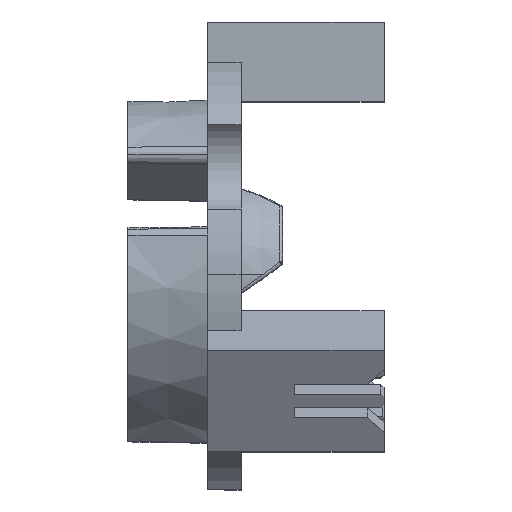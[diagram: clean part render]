
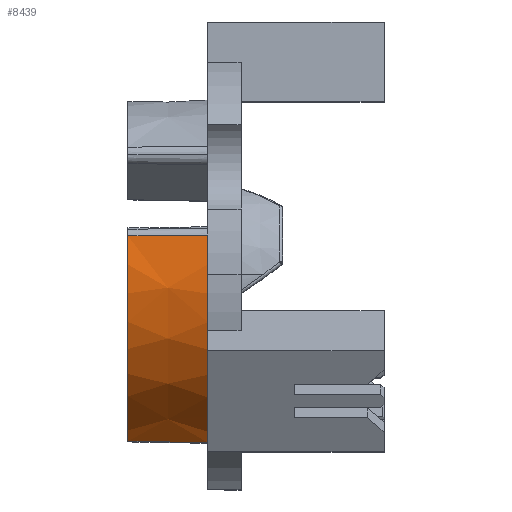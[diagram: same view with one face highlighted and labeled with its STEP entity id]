
A CAD part, top view. The second image highlights one B-rep face of the part: STEP entity #8439.
In plain terms, the highlighted conical face has half-angle 1 degrees and reference radius 10.55 mm.
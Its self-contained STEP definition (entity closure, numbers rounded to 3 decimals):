
#313 = CARTESIAN_POINT ( 'NONE',  ( -4.8, 0., 0. ) ) ;
#675 = EDGE_LOOP ( 'NONE', ( #3729, #762, #10558, #2828 ) ) ;
#733 = CARTESIAN_POINT ( 'NONE',  ( 0., 2.351, 10.285 ) ) ;
#756 = LINE ( 'NONE', #11410, #3192 ) ;
#762 = ORIENTED_EDGE ( 'NONE', *, *, #3313, .F. ) ;
#1739 = CIRCLE ( 'NONE', #6270, 10.466 ) ;
#1948 = EDGE_CURVE ( 'NONE', #4122, #3460, #756, .T. ) ;
#2028 = DIRECTION ( 'NONE',  ( 0., -0.866, -0.5 ) ) ;
#2040 = DIRECTION ( 'NONE',  ( 1., 0.004, 0.017 ) ) ;
#2585 = CONICAL_SURFACE ( 'NONE', #9155, 10.55, 0.017 ) ;
#2828 = ORIENTED_EDGE ( 'NONE', *, *, #1948, .T. ) ;
#2863 = FACE_OUTER_BOUND ( 'NONE', #675, .T. ) ;
#3062 = AXIS2_PLACEMENT_3D ( 'NONE', #5551, #7374, #9871 ) ;
#3192 = VECTOR ( 'NONE', #8748, 1000. ) ;
#3245 = VECTOR ( 'NONE', #2040, 1000. ) ;
#3284 = EDGE_CURVE ( 'NONE', #3460, #3967, #3640, .T. ) ;
#3313 = EDGE_CURVE ( 'NONE', #4466, #3967, #5778, .T. ) ;
#3401 = CARTESIAN_POINT ( 'NONE',  ( 0., -10.082, 3.106 ) ) ;
#3460 = VERTEX_POINT ( 'NONE', #3401 ) ;
#3640 = CIRCLE ( 'NONE', #3062, 10.55 ) ;
#3704 = DIRECTION ( 'NONE',  ( 1., 0., 0. ) ) ;
#3729 = ORIENTED_EDGE ( 'NONE', *, *, #3284, .T. ) ;
#3967 = VERTEX_POINT ( 'NONE', #733 ) ;
#4122 = VERTEX_POINT ( 'NONE', #4677 ) ;
#4466 = VERTEX_POINT ( 'NONE', #9351 ) ;
#4677 = CARTESIAN_POINT ( 'NONE',  ( -4.8, -10.002, 3.081 ) ) ;
#5551 = CARTESIAN_POINT ( 'NONE',  ( 0., 0., 0. ) ) ;
#5778 = LINE ( 'NONE', #11151, #3245 ) ;
#6270 = AXIS2_PLACEMENT_3D ( 'NONE', #313, #7522, #7350 ) ;
#7350 = DIRECTION ( 'NONE',  ( 0., 0., -1. ) ) ;
#7374 = DIRECTION ( 'NONE',  ( -1., 0., 0. ) ) ;
#7522 = DIRECTION ( 'NONE',  ( -1., 0., 0. ) ) ;
#8439 = ADVANCED_FACE ( 'NONE', ( #2863 ), #2585, .T. ) ;
#8748 = DIRECTION ( 'NONE',  ( 1., -0.017, 0.005 ) ) ;
#9155 = AXIS2_PLACEMENT_3D ( 'NONE', #10139, #3704, #2028 ) ;
#9351 = CARTESIAN_POINT ( 'NONE',  ( -4.8, 2.333, 10.203 ) ) ;
#9871 = DIRECTION ( 'NONE',  ( 0., -0.866, -0.5 ) ) ;
#10029 = EDGE_CURVE ( 'NONE', #4122, #4466, #1739, .T. ) ;
#10139 = CARTESIAN_POINT ( 'NONE',  ( 0., 0., 0. ) ) ;
#10558 = ORIENTED_EDGE ( 'NONE', *, *, #10029, .F. ) ;
#11151 = CARTESIAN_POINT ( 'NONE',  ( 0., 2.351, 10.285 ) ) ;
#11410 = CARTESIAN_POINT ( 'NONE',  ( 0., -10.082, 3.106 ) ) ;
